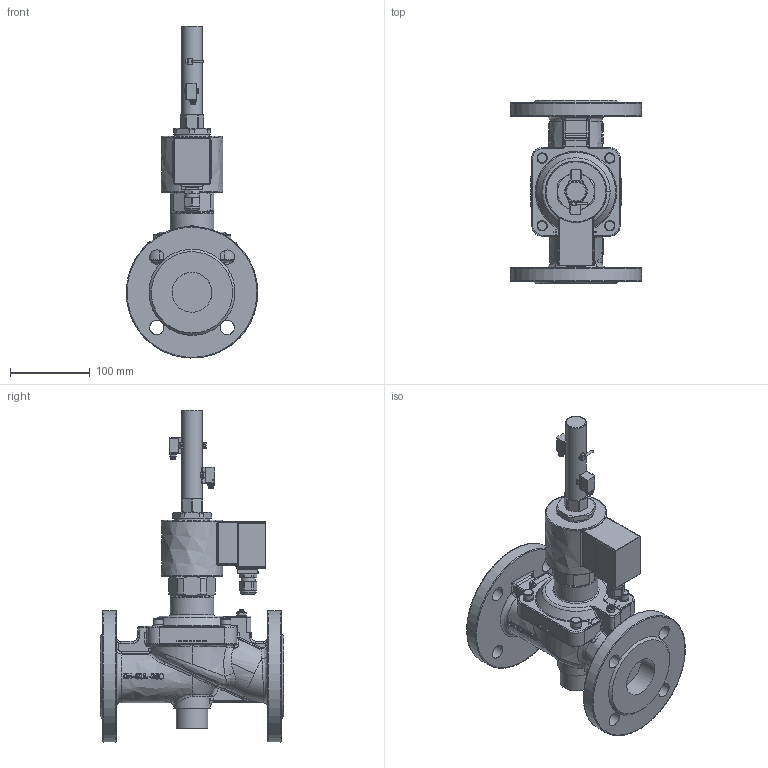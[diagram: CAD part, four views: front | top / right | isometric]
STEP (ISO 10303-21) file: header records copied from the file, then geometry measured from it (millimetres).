
FILE_DESCRIPTION ((), '1');
FILE_NAME ('hubert der zweite.stp', '2024-03-13T08:45:47', ('Unknown'), ('Unknown'), 'HarmonyWare STEP v2.1.4', 'HarmonyWare Translators', '');
FILE_SCHEMA (('CONFIG_CONTROL_DESIGN'));
Length unit declared in the file: millimetre
Products named in the file (7): Volumenkörper2; BAND-LP; BAND; 46251_p1
Assembly tree (6 placements, depth 2):
  (unnamed)
    Volumenkörper2
    BAND-LP
    BAND
    46251_p1
    46251_p1
    BAND
Bounding box: 164.8 x 230 x 416.59 mm (x, y, z)
Volume: 2630529.1 mm3; surface area: 248255.8 mm2
Topology: 6 solids, 6 shells, 1294 faces, 3538 edges, 2281 vertices
Faces by surface type: bspline 1294
Entity records: 97834 total; most frequent: CARTESIAN_POINT 68819, ORIENTED_EDGE 7034, EDGE_CURVE 3517, B_SPLINE_CURVE_WITH_KNOTS 2352, VERTEX_POINT 2281, EDGE_LOOP 1414, FACE_OUTER_BOUND 1294, ADVANCED_FACE 1294
